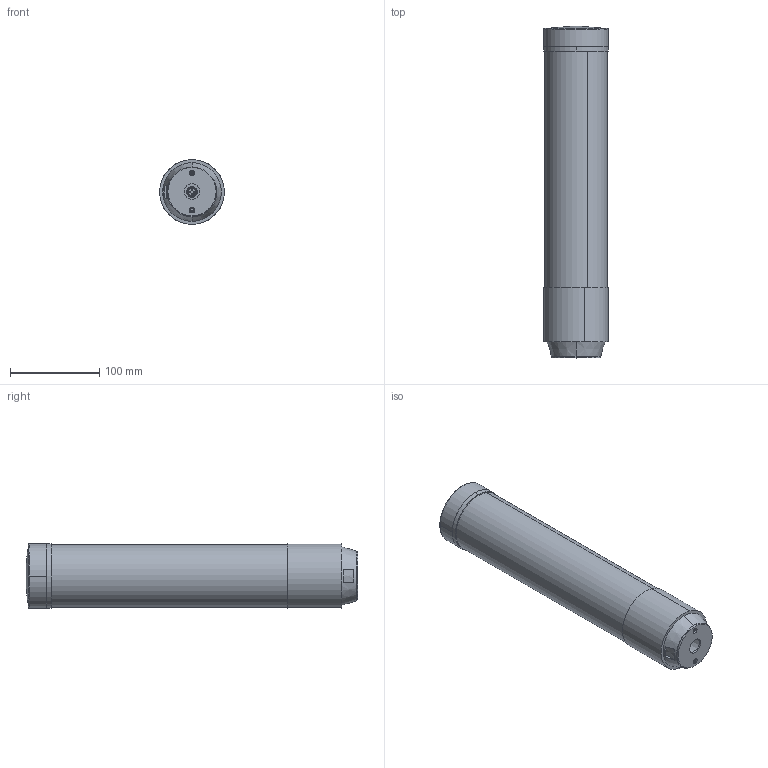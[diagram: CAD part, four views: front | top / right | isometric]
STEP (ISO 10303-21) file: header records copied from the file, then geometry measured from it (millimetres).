
FILE_DESCRIPTION(('STEP AP214'),'1');
FILE_NAME('cctmp_28EB3B7A-51CF-458E-B4D5-1DA570BFC01C_2023_07_24_21_26_02_0966..stp','2023-07-24T19:26:03',('SIEMENS A&D'),('CADClick - www.CADClick.com'),'Spatial InterOp 3D postprocessed',' ','unknown authorization');
FILE_SCHEMA(('AUTOMOTIVE_DESIGN'));
Length unit declared in the file: millimetre
Products named in the file (1): 2023_07_24_21_26_02_0950
Bounding box: 72.5 x 371.8 x 72.5 mm (x, y, z)
Volume: 1385436.9 mm3; surface area: 204170.9 mm2
Topology: 1 solids, 2 shells, 243 faces, 623 edges, 405 vertices
Faces by surface type: plane 106, cylinder 82, cone 43, sphere 10, torus 2
Entity records: 8251 total; most frequent: CARTESIAN_POINT 1614, ORIENTED_EDGE 1230, DIRECTION 1214, EDGE_CURVE 615, AXIS2_PLACEMENT_3D 465, VERTEX_POINT 405, LINE 284, VECTOR 284
